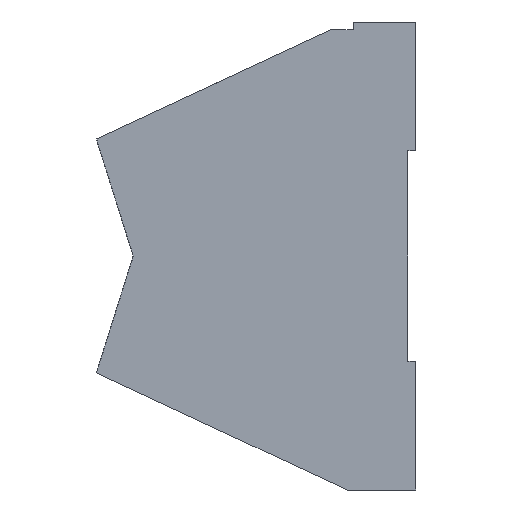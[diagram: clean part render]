
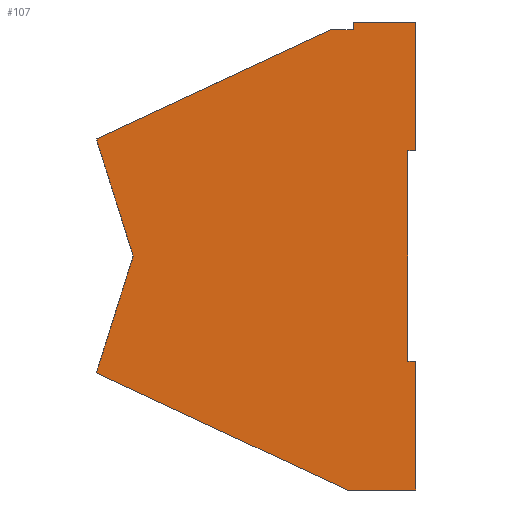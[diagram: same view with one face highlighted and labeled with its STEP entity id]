
A CAD part, left-side view. The second image highlights one B-rep face of the part: STEP entity #107.
In plain terms, the highlighted planar face has unit normal (-1, 0, 0).
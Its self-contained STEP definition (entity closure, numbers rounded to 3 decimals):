
#107 = ADVANCED_FACE( '', ( #173 ), #174, .F. );
#173 = FACE_OUTER_BOUND( '', #239, .T. );
#174 = PLANE( '', #240 );
#239 = EDGE_LOOP( '', ( #534, #535, #536, #537, #538, #539, #540, #541, #542, #543, #544, #545, #546 ) );
#240 = AXIS2_PLACEMENT_3D( '', #547, #548, #549 );
#534 = ORIENTED_EDGE( '', *, *, #654, .F. );
#535 = ORIENTED_EDGE( '', *, *, #635, .F. );
#536 = ORIENTED_EDGE( '', *, *, #639, .F. );
#537 = ORIENTED_EDGE( '', *, *, #642, .F. );
#538 = ORIENTED_EDGE( '', *, *, #644, .F. );
#539 = ORIENTED_EDGE( '', *, *, #594, .F. );
#540 = ORIENTED_EDGE( '', *, *, #615, .F. );
#541 = ORIENTED_EDGE( '', *, *, #647, .F. );
#542 = ORIENTED_EDGE( '', *, *, #650, .F. );
#543 = ORIENTED_EDGE( '', *, *, #652, .F. );
#544 = ORIENTED_EDGE( '', *, *, #604, .F. );
#545 = ORIENTED_EDGE( '', *, *, #632, .F. );
#546 = ORIENTED_EDGE( '', *, *, #618, .F. );
#547 = CARTESIAN_POINT( '', ( 0., 0., 0. ) );
#548 = DIRECTION( '', ( 1., 0., 0. ) );
#549 = DIRECTION( '', ( 0., 0., -1. ) );
#594 = EDGE_CURVE( '', #729, #731, #732, .T. );
#604 = EDGE_CURVE( '', #743, #745, #746, .T. );
#615 = EDGE_CURVE( '', #761, #729, #763, .T. );
#618 = EDGE_CURVE( '', #766, #768, #769, .T. );
#632 = EDGE_CURVE( '', #768, #743, #787, .T. );
#635 = EDGE_CURVE( '', #791, #793, #794, .T. );
#639 = EDGE_CURVE( '', #798, #791, #800, .T. );
#642 = EDGE_CURVE( '', #803, #798, #805, .T. );
#644 = EDGE_CURVE( '', #731, #803, #807, .T. );
#647 = EDGE_CURVE( '', #810, #761, #812, .T. );
#650 = EDGE_CURVE( '', #815, #810, #817, .T. );
#652 = EDGE_CURVE( '', #745, #815, #819, .T. );
#654 = EDGE_CURVE( '', #793, #766, #821, .T. );
#729 = VERTEX_POINT( '', #913 );
#731 = VERTEX_POINT( '', #916 );
#732 = LINE( '', #917, #918 );
#743 = VERTEX_POINT( '', #937 );
#745 = VERTEX_POINT( '', #940 );
#746 = LINE( '', #941, #942 );
#761 = VERTEX_POINT( '', #964 );
#763 = LINE( '', #967, #968 );
#766 = VERTEX_POINT( '', #972 );
#768 = VERTEX_POINT( '', #975 );
#769 = LINE( '', #976, #977 );
#787 = LINE( '', #1000, #1001 );
#791 = VERTEX_POINT( '', #1006 );
#793 = VERTEX_POINT( '', #1009 );
#794 = LINE( '', #1010, #1011 );
#798 = VERTEX_POINT( '', #1017 );
#800 = LINE( '', #1020, #1021 );
#803 = VERTEX_POINT( '', #1025 );
#805 = LINE( '', #1028, #1029 );
#807 = LINE( '', #1032, #1033 );
#810 = VERTEX_POINT( '', #1037 );
#812 = LINE( '', #1040, #1041 );
#815 = VERTEX_POINT( '', #1045 );
#817 = LINE( '', #1048, #1049 );
#819 = LINE( '', #1052, #1053 );
#821 = LINE( '', #1056, #1057 );
#913 = CARTESIAN_POINT( '', ( 0., 18.095, 0. ) );
#916 = CARTESIAN_POINT( '', ( 0., 20.46, 7.5 ) );
#917 = CARTESIAN_POINT( '', ( 0., 18.095, 0. ) );
#918 = VECTOR( '', #1154, 1. );
#937 = CARTESIAN_POINT( '', ( 0., 0.5, -6.75 ) );
#940 = CARTESIAN_POINT( '', ( 0., 0., -6.75 ) );
#941 = CARTESIAN_POINT( '', ( 0., 0.5, -6.75 ) );
#942 = VECTOR( '', #1164, 1. );
#964 = CARTESIAN_POINT( '', ( 0., 20.46, -7.5 ) );
#967 = CARTESIAN_POINT( '', ( 0., 20.46, -7.5 ) );
#968 = VECTOR( '', #1179, 1. );
#972 = CARTESIAN_POINT( '', ( 0., 0., 6.75 ) );
#975 = CARTESIAN_POINT( '', ( 0., 0.5, 6.75 ) );
#976 = CARTESIAN_POINT( '', ( 0., 0., 6.75 ) );
#977 = VECTOR( '', #1182, 1. );
#1000 = CARTESIAN_POINT( '', ( 0., 0.5, 6.75 ) );
#1001 = VECTOR( '', #1212, 1. );
#1006 = CARTESIAN_POINT( '', ( 0., 4., 15. ) );
#1009 = CARTESIAN_POINT( '', ( 0., 0., 15. ) );
#1010 = CARTESIAN_POINT( '', ( 0., 4., 15. ) );
#1011 = VECTOR( '', #1215, 1. );
#1017 = CARTESIAN_POINT( '', ( 0., 4., 14.5 ) );
#1020 = CARTESIAN_POINT( '', ( 0., 4., 14.5 ) );
#1021 = VECTOR( '', #1219, 1. );
#1025 = CARTESIAN_POINT( '', ( 0., 5.448, 14.5 ) );
#1028 = CARTESIAN_POINT( '', ( 0., 5.448, 14.5 ) );
#1029 = VECTOR( '', #1222, 1. );
#1032 = CARTESIAN_POINT( '', ( 0., 20.46, 7.5 ) );
#1033 = VECTOR( '', #1224, 1. );
#1037 = CARTESIAN_POINT( '', ( 0., 4.376, -15. ) );
#1040 = CARTESIAN_POINT( '', ( 0., 4.376, -15. ) );
#1041 = VECTOR( '', #1227, 1. );
#1045 = CARTESIAN_POINT( '', ( 0., 0., -15. ) );
#1048 = CARTESIAN_POINT( '', ( 0., 0., -15. ) );
#1049 = VECTOR( '', #1230, 1. );
#1052 = CARTESIAN_POINT( '', ( 0., 0., -6.75 ) );
#1053 = VECTOR( '', #1232, 1. );
#1056 = CARTESIAN_POINT( '', ( 0., 0., 15. ) );
#1057 = VECTOR( '', #1234, 1. );
#1154 = DIRECTION( '', ( 0., 0.301, 0.954 ) );
#1164 = DIRECTION( '', ( 0., -1., 0. ) );
#1179 = DIRECTION( '', ( 0., -0.301, 0.954 ) );
#1182 = DIRECTION( '', ( 0., 1., 0. ) );
#1212 = DIRECTION( '', ( 0., 0., -1. ) );
#1215 = DIRECTION( '', ( 0., -1., 0. ) );
#1219 = DIRECTION( '', ( 0., 0., 1. ) );
#1222 = DIRECTION( '', ( 0., -1., 0. ) );
#1224 = DIRECTION( '', ( 0., -0.906, 0.423 ) );
#1227 = DIRECTION( '', ( 0., 0.906, 0.423 ) );
#1230 = DIRECTION( '', ( 0., 1., 0. ) );
#1232 = DIRECTION( '', ( 0., 0., -1. ) );
#1234 = DIRECTION( '', ( 0., 0., -1. ) );
